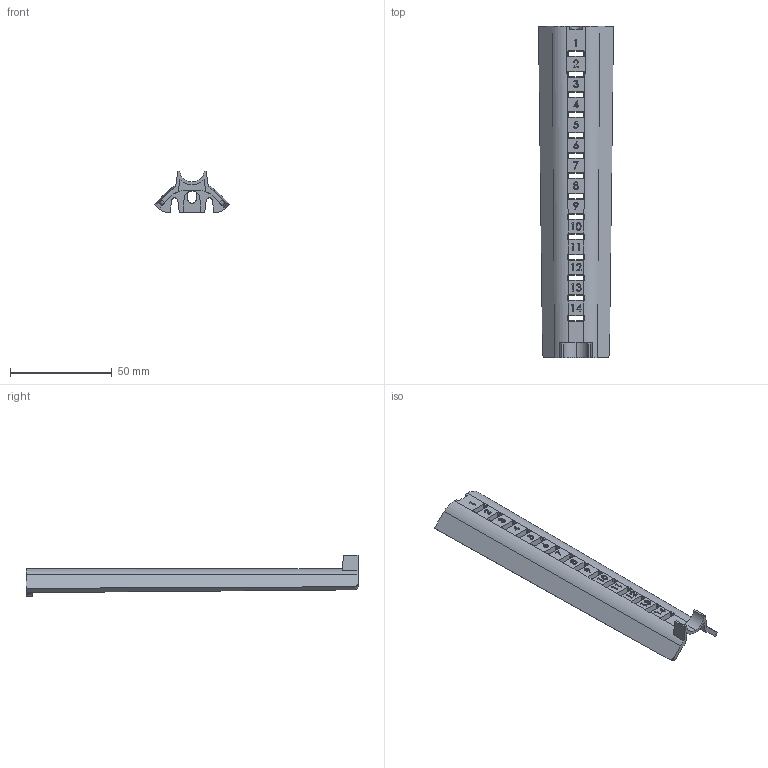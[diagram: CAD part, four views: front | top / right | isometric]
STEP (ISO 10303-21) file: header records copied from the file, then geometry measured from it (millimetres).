
FILE_DESCRIPTION (( 'STEP AP214' ), '1' );
FILE_NAME ('CB ARCA 21.STEP', '2013-10-15T05:25:36', ( 'KennethW' ), ( 'Microsoft' ), 'SwSTEP 2.0', 'SolidWorks 2013', '' );
FILE_SCHEMA (( 'AUTOMOTIVE_DESIGN' ));
Length unit declared in the file: millimetre
Products named in the file (1): CB ARCA 21
Bounding box: 36.84 x 163.2 x 20.2 mm (x, y, z)
Volume: 17399.9 mm3; surface area: 15037 mm2
Topology: 1 solids, 1 shells, 390 faces, 1113 edges, 742 vertices
Faces by surface type: plane 225, bspline 92, cone 62, cylinder 11
Entity records: 19206 total; most frequent: CARTESIAN_POINT 9793, ORIENTED_EDGE 2226, DIRECTION 1498, EDGE_CURVE 1113, VERTEX_POINT 742, VECTOR 626, LINE 626, EDGE_LOOP 437
